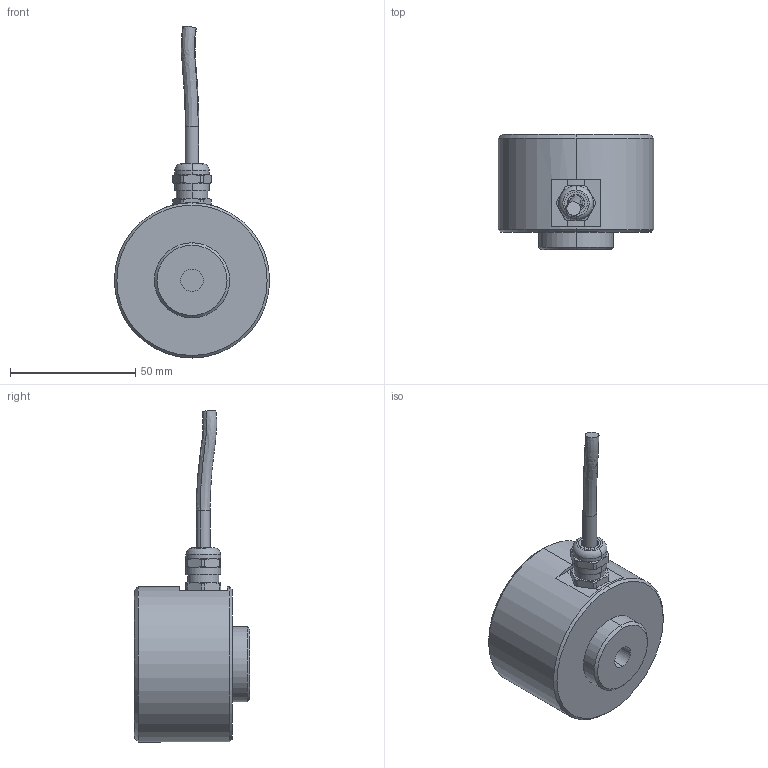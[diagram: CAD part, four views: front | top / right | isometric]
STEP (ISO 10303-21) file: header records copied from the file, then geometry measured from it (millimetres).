
FILE_DESCRIPTION (( 'STEP AP214' ), '1' );
FILE_NAME ('02.102.005.STEP', '2016-10-20T07:43:20', ( '' ), ( '' ), 'SwSTEP 2.0', 'SolidWorks 2016', '' );
FILE_SCHEMA (( 'AUTOMOTIVE_DESIGN' ));
Length unit declared in the file: millimetre
Products named in the file (1): 02.102.005
Bounding box: 62 x 46 x 132.5 mm (x, y, z)
Volume: 125088.2 mm3; surface area: 16042.1 mm2
Topology: 1 solids, 1 shells, 89 faces, 215 edges, 136 vertices
Faces by surface type: plane 33, cylinder 32, cone 16, torus 6, bspline 2
Entity records: 4026 total; most frequent: CARTESIAN_POINT 921, DIRECTION 453, ORIENTED_EDGE 430, EDGE_CURVE 215, AXIS2_PLACEMENT_3D 184, VERTEX_POINT 136, EDGE_LOOP 97, CIRCLE 96
